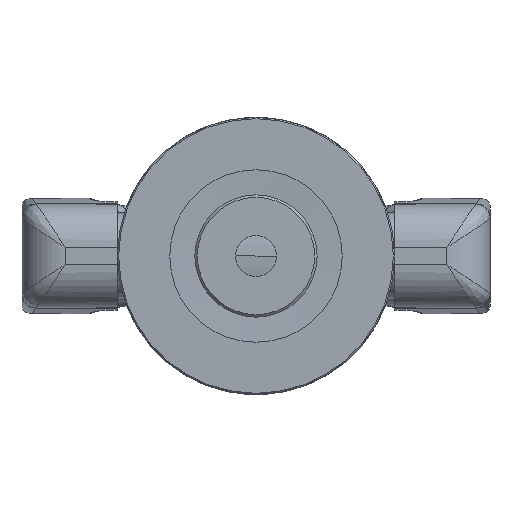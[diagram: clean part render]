
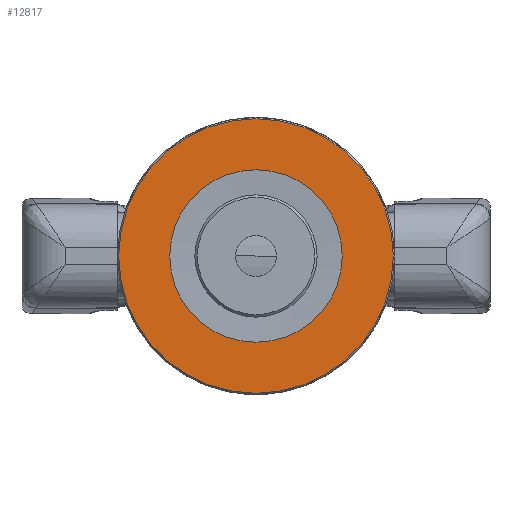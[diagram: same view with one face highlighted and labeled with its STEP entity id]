
A CAD part, front view. The second image highlights one B-rep face of the part: STEP entity #12817.
In plain terms, the highlighted face is planar.
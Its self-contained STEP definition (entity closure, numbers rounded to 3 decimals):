
#121=FACE_BOUND('',#3836,.T.);
#2362=PLANE('',#13753);
#3029=FACE_OUTER_BOUND('',#3835,.T.);
#3835=EDGE_LOOP('',(#11087));
#3836=EDGE_LOOP('',(#11088));
#4330=CIRCLE('',#13750,22.3);
#4332=CIRCLE('',#13754,14.);
#6008=VERTEX_POINT('',#38829);
#6010=VERTEX_POINT('',#38835);
#7772=EDGE_CURVE('',#6008,#6008,#4330,.T.);
#7774=EDGE_CURVE('',#6010,#6010,#4332,.T.);
#11087=ORIENTED_EDGE('',*,*,#7772,.F.);
#11088=ORIENTED_EDGE('',*,*,#7774,.F.);
#12817=ADVANCED_FACE('',(#3029,#121),#2362,.F.);
#13750=AXIS2_PLACEMENT_3D('',#38830,#15798,#15799);
#13753=AXIS2_PLACEMENT_3D('',#38834,#15804,#15805);
#13754=AXIS2_PLACEMENT_3D('',#38836,#15806,#15807);
#15798=DIRECTION('center_axis',(0.,0.,1.));
#15799=DIRECTION('ref_axis',(-1.,0.,0.));
#15804=DIRECTION('center_axis',(0.,0.,1.));
#15805=DIRECTION('ref_axis',(1.,0.,0.));
#15806=DIRECTION('center_axis',(0.,0.,-1.));
#15807=DIRECTION('ref_axis',(-1.,0.,0.));
#38829=CARTESIAN_POINT('',(22.3,0.,0.));
#38830=CARTESIAN_POINT('Origin',(0.,0.,0.));
#38834=CARTESIAN_POINT('Origin',(0.,0.,0.));
#38835=CARTESIAN_POINT('',(14.,0.,0.));
#38836=CARTESIAN_POINT('Origin',(0.,0.,0.));
